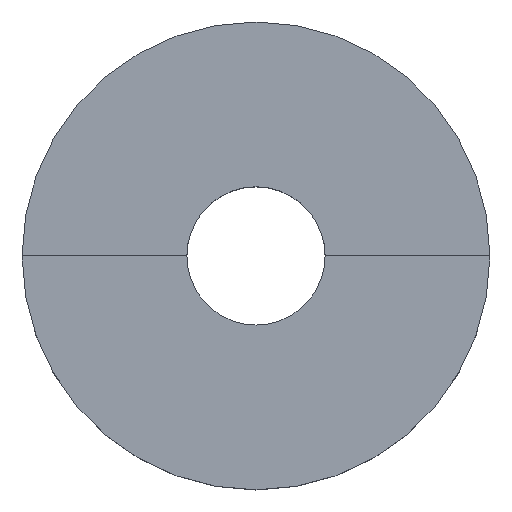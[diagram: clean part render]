
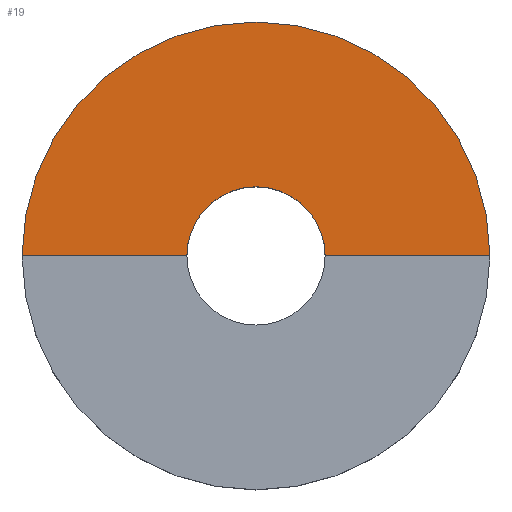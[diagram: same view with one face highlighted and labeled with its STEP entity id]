
A CAD part, top view. The second image highlights one B-rep face of the part: STEP entity #19.
In plain terms, the highlighted planar face has unit normal (0, 0, 1).
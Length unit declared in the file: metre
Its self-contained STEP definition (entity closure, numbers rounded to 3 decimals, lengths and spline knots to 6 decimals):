
#19=ADVANCED_FACE('',(#33),#197,.T.);
#33=FACE_OUTER_BOUND('',#47,.T.);
#47=EDGE_LOOP('',(#76,#77,#78,#79));
#76=ORIENTED_EDGE('',*,*,#127,.T.);
#77=ORIENTED_EDGE('',*,*,#128,.T.);
#78=ORIENTED_EDGE('',*,*,#129,.F.);
#79=ORIENTED_EDGE('',*,*,#130,.T.);
#127=EDGE_CURVE('',#194,#195,#159,.T.);
#128=EDGE_CURVE('',#195,#192,#152,.T.);
#129=EDGE_CURVE('',#193,#192,#160,.T.);
#130=EDGE_CURVE('',#193,#194,#153,.T.);
#152=B_SPLINE_CURVE_WITH_KNOTS('',1,(#454,#455),.UNSPECIFIED.,.F.,.F.,(2,
2),(0.,7.75),.UNSPECIFIED.);
#153=B_SPLINE_CURVE_WITH_KNOTS('',1,(#459,#460),.UNSPECIFIED.,.F.,.F.,(2,
2),(-7.75,0.),.UNSPECIFIED.);
#159=TRIMMED_CURVE($,#173,(#452),(#453),.T.,.CARTESIAN.);
#160=TRIMMED_CURVE($,#174,(#457),(#458),.T.,.CARTESIAN.);
#173=CIRCLE('',#315,3.25);
#174=CIRCLE('',#316,11.);
#192=VERTEX_POINT('',#412);
#193=VERTEX_POINT('',#413);
#194=VERTEX_POINT('',#414);
#195=VERTEX_POINT('',#415);
#197=PLANE('',#302);
#302=AXIS2_PLACEMENT_3D('',#384,#331,$);
#315=AXIS2_PLACEMENT_3D($,#451,#349,#350);
#316=AXIS2_PLACEMENT_3D($,#456,#351,#352);
#331=DIRECTION('',(0.,0.,1.));
#349=DIRECTION('',(0.,0.,-1.));
#350=DIRECTION('',(-1.,0.,0.));
#351=DIRECTION('',(0.,0.,-1.));
#352=DIRECTION('',(-1.,0.,0.));
#384=CARTESIAN_POINT('',(-3.25,0.,2.72));
#412=CARTESIAN_POINT('',(11.,0.,2.72));
#413=CARTESIAN_POINT('',(-11.,0.,2.72));
#414=CARTESIAN_POINT('',(-3.25,0.,2.72));
#415=CARTESIAN_POINT('',(3.25,0.,2.72));
#451=CARTESIAN_POINT('',(0.,0.,2.72));
#452=CARTESIAN_POINT('',(-3.25,0.,2.72));
#453=CARTESIAN_POINT('',(3.25,0.,2.72));
#454=CARTESIAN_POINT('',(3.25,0.,2.72));
#455=CARTESIAN_POINT('',(11.,0.,2.72));
#456=CARTESIAN_POINT('',(0.,0.,2.72));
#457=CARTESIAN_POINT('',(-11.,0.,2.72));
#458=CARTESIAN_POINT('',(11.,0.,2.72));
#459=CARTESIAN_POINT('',(-11.,0.,2.72));
#460=CARTESIAN_POINT('',(-3.25,0.,2.72));
